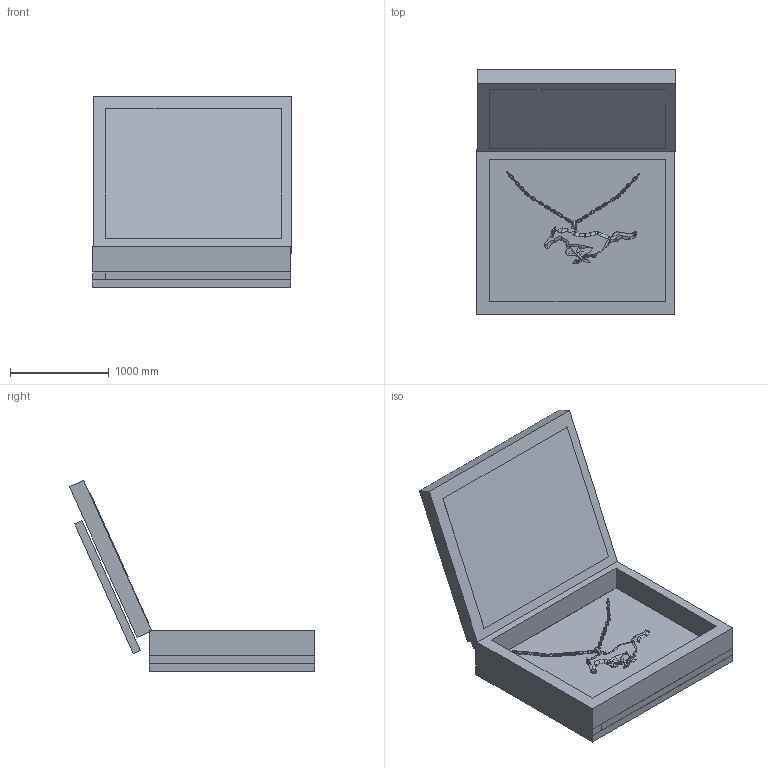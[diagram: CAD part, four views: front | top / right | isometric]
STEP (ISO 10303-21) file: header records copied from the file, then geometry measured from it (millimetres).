
FILE_DESCRIPTION(('FreeCAD Model'),'2;1');
FILE_NAME('Open CASCADE Shape Model','2025-05-04T11:29:34',('FreeCAD'),( 'FreeCAD'),'Open CASCADE STEP processor 7.6','FreeCAD','Unknown');
FILE_SCHEMA(('AUTOMOTIVE_DESIGN { 1 0 10303 214 1 1 1 1 }'));
Products named in the file (1): Open CASCADE STEP translator 7.6 1
Bounding box: 2003.42 x 2480.28 x 1933.2 mm (x, y, z)
Volume: 2067444036.3 mm3; surface area: 45844094.8 mm2
Topology: 16 solids, 201 shells, 461 faces, 3180 edges, 2933 vertices
Faces by surface type: bspline 461
Entity records: 39663 total; most frequent: CARTESIAN_POINT 26248, ORIENTED_EDGE 3898, EDGE_CURVE 3173, VERTEX_POINT 2925, B_SPLINE_CURVE_WITH_KNOTS 1378, FACE_BOUND 491, EDGE_LOOP 491, ADVANCED_FACE 461
